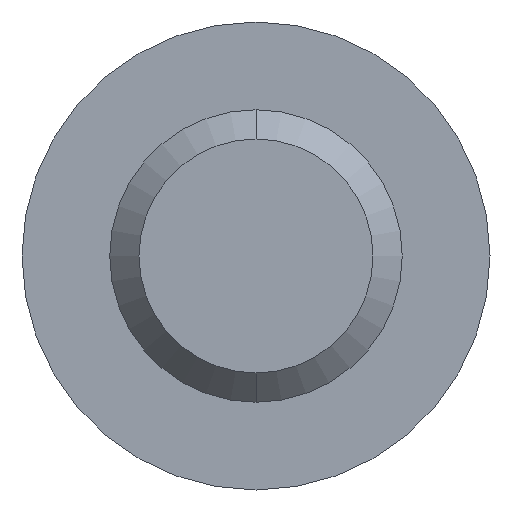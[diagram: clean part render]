
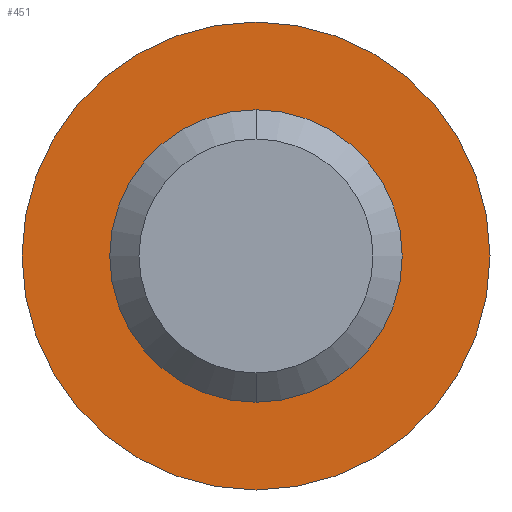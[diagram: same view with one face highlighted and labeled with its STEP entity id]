
A CAD part, front view. The second image highlights one B-rep face of the part: STEP entity #451.
In plain terms, the highlighted planar face has unit normal (0, -1, 0).
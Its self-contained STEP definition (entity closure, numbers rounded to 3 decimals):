
#39 = CIRCLE ( 'NONE', #316, 8. ) ;
#41 = CIRCLE ( 'NONE', #455, 5. ) ;
#53 = CARTESIAN_POINT ( 'NONE',  ( 0., 88., 0. ) ) ;
#55 = CARTESIAN_POINT ( 'NONE',  ( 0., 88., 0. ) ) ;
#63 = EDGE_LOOP ( 'NONE', ( #557, #488 ) ) ;
#81 = EDGE_CURVE ( 'NONE', #507, #234, #41, .T. ) ;
#82 = AXIS2_PLACEMENT_3D ( 'NONE', #363, #416, #312 ) ;
#87 = CARTESIAN_POINT ( 'NONE',  ( 0., 88., 8. ) ) ;
#125 = CARTESIAN_POINT ( 'NONE',  ( 0., 88., 0. ) ) ;
#145 = DIRECTION ( 'NONE',  ( 0., 0., 1. ) ) ;
#148 = EDGE_CURVE ( 'NONE', #325, #412, #275, .T. ) ;
#167 = AXIS2_PLACEMENT_3D ( 'NONE', #125, #294, #438 ) ;
#190 = CARTESIAN_POINT ( 'NONE',  ( 0., 88., -8. ) ) ;
#196 = FACE_BOUND ( 'NONE', #63, .T. ) ;
#226 = DIRECTION ( 'NONE',  ( 0., 1., 0. ) ) ;
#234 = VERTEX_POINT ( 'NONE', #471 ) ;
#269 = ORIENTED_EDGE ( 'NONE', *, *, #148, .F. ) ;
#271 = PLANE ( 'NONE',  #279 ) ;
#275 = CIRCLE ( 'NONE', #167, 8. ) ;
#279 = AXIS2_PLACEMENT_3D ( 'NONE', #53, #359, #145 ) ;
#294 = DIRECTION ( 'NONE',  ( 0., 1., 0. ) ) ;
#312 = DIRECTION ( 'NONE',  ( 0., 0., 1. ) ) ;
#316 = AXIS2_PLACEMENT_3D ( 'NONE', #55, #226, #460 ) ;
#324 = CARTESIAN_POINT ( 'NONE',  ( 0., 88., 5. ) ) ;
#325 = VERTEX_POINT ( 'NONE', #87 ) ;
#346 = EDGE_CURVE ( 'NONE', #412, #325, #39, .T. ) ;
#359 = DIRECTION ( 'NONE',  ( 0., 1., 0. ) ) ;
#363 = CARTESIAN_POINT ( 'NONE',  ( 0., 88., 0. ) ) ;
#367 = EDGE_CURVE ( 'NONE', #234, #507, #537, .T. ) ;
#390 = CARTESIAN_POINT ( 'NONE',  ( 0., 88., 0. ) ) ;
#394 = DIRECTION ( 'NONE',  ( 0., 0., 1. ) ) ;
#412 = VERTEX_POINT ( 'NONE', #190 ) ;
#416 = DIRECTION ( 'NONE',  ( 0., 1., 0. ) ) ;
#426 = ORIENTED_EDGE ( 'NONE', *, *, #346, .F. ) ;
#438 = DIRECTION ( 'NONE',  ( 0., 0., 1. ) ) ;
#451 = ADVANCED_FACE ( 'NONE', ( #530, #196 ), #271, .F. ) ;
#455 = AXIS2_PLACEMENT_3D ( 'NONE', #390, #524, #394 ) ;
#460 = DIRECTION ( 'NONE',  ( 0., 0., 1. ) ) ;
#469 = EDGE_LOOP ( 'NONE', ( #426, #269 ) ) ;
#471 = CARTESIAN_POINT ( 'NONE',  ( 0., 88., -5. ) ) ;
#488 = ORIENTED_EDGE ( 'NONE', *, *, #81, .T. ) ;
#507 = VERTEX_POINT ( 'NONE', #324 ) ;
#524 = DIRECTION ( 'NONE',  ( 0., 1., 0. ) ) ;
#530 = FACE_OUTER_BOUND ( 'NONE', #469, .T. ) ;
#537 = CIRCLE ( 'NONE', #82, 5. ) ;
#557 = ORIENTED_EDGE ( 'NONE', *, *, #367, .T. ) ;
